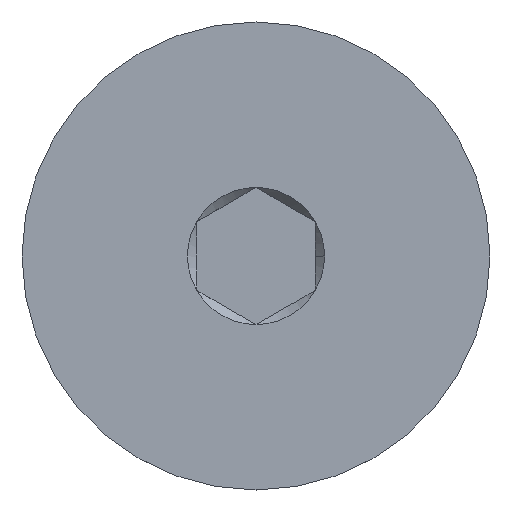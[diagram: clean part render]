
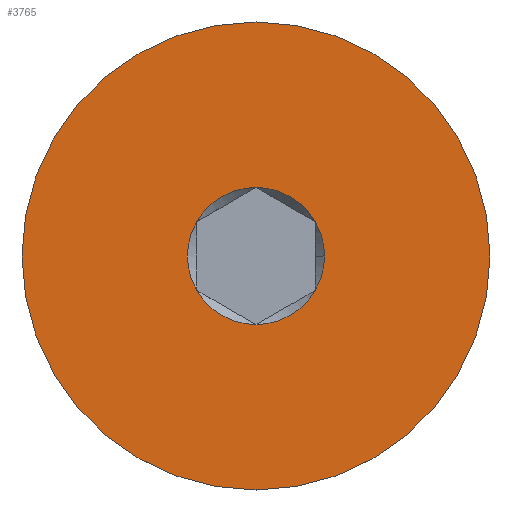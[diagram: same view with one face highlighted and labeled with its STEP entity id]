
A CAD part, top view. The second image highlights one B-rep face of the part: STEP entity #3765.
In plain terms, the highlighted planar face has unit normal (0, 0, 1).
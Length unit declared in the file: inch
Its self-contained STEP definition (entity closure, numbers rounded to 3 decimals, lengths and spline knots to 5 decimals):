
#7 = ORIENTED_EDGE ( 'NONE', *, *, #1111, .F. ) ;
#42 = CARTESIAN_POINT ( 'NONE',  ( 0., 0., 0.15625 ) ) ;
#60 = CARTESIAN_POINT ( 'NONE',  ( 0.025, 0.01443, 0.15625 ) ) ;
#75 = EDGE_CURVE ( 'NONE', #3174, #507, #2697, .T. ) ;
#78 = CIRCLE ( 'NONE', #1190, 0.02887 ) ;
#111 = EDGE_CURVE ( 'NONE', #3735, #3720, #1454, .T. ) ;
#120 = CARTESIAN_POINT ( 'NONE',  ( -0.025, 0.01443, 0.15625 ) ) ;
#202 = DIRECTION ( 'NONE',  ( 0., 0., -1. ) ) ;
#217 = CARTESIAN_POINT ( 'NONE',  ( 0., -0.02887, 0.15625 ) ) ;
#313 = AXIS2_PLACEMENT_3D ( 'NONE', #2634, #2933, #3221 ) ;
#340 = DIRECTION ( 'NONE',  ( 0., 1., 0. ) ) ;
#354 = DIRECTION ( 'NONE',  ( 0., 0., 1. ) ) ;
#362 = CARTESIAN_POINT ( 'NONE',  ( 0., 0., 0.15625 ) ) ;
#366 = FACE_OUTER_BOUND ( 'NONE', #2595, .T. ) ;
#367 = CARTESIAN_POINT ( 'NONE',  ( 0., 0., 0.15625 ) ) ;
#415 = ORIENTED_EDGE ( 'NONE', *, *, #478, .F. ) ;
#444 = CARTESIAN_POINT ( 'NONE',  ( 0., 0., 0.15625 ) ) ;
#478 = EDGE_CURVE ( 'NONE', #877, #3174, #2578, .T. ) ;
#507 = VERTEX_POINT ( 'NONE', #2562 ) ;
#541 = EDGE_CURVE ( 'NONE', #969, #3735, #1639, .T. ) ;
#583 = EDGE_CURVE ( 'NONE', #3344, #684, #2356, .T. ) ;
#650 = DIRECTION ( 'NONE',  ( 0., 0., 1. ) ) ;
#684 = VERTEX_POINT ( 'NONE', #1833 ) ;
#838 = VERTEX_POINT ( 'NONE', #60 ) ;
#842 = DIRECTION ( 'NONE',  ( 0., 0., 1. ) ) ;
#850 = DIRECTION ( 'NONE',  ( 1., 0., 0. ) ) ;
#877 = VERTEX_POINT ( 'NONE', #3387 ) ;
#903 = PLANE ( 'NONE',  #1496 ) ;
#927 = DIRECTION ( 'NONE',  ( 0., -1., 0. ) ) ;
#966 = EDGE_LOOP ( 'NONE', ( #7, #1160, #2362, #2316, #2149, #3478, #415 ) ) ;
#969 = VERTEX_POINT ( 'NONE', #217 ) ;
#1034 = AXIS2_PLACEMENT_3D ( 'NONE', #3599, #1877, #2970 ) ;
#1111 = EDGE_CURVE ( 'NONE', #838, #877, #2921, .T. ) ;
#1148 = FACE_BOUND ( 'NONE', #966, .T. ) ;
#1160 = ORIENTED_EDGE ( 'NONE', *, *, #2313, .F. ) ;
#1181 = CARTESIAN_POINT ( 'NONE',  ( 0.025, -0.01443, 0.15625 ) ) ;
#1190 = AXIS2_PLACEMENT_3D ( 'NONE', #3142, #1712, #850 ) ;
#1212 = AXIS2_PLACEMENT_3D ( 'NONE', #444, #202, #3342 ) ;
#1274 = CARTESIAN_POINT ( 'NONE',  ( 0., -0.0985, 0.15625 ) ) ;
#1454 = CIRCLE ( 'NONE', #313, 0.02887 ) ;
#1455 = DIRECTION ( 'NONE',  ( 0., 0., -1. ) ) ;
#1496 = AXIS2_PLACEMENT_3D ( 'NONE', #367, #354, #927 ) ;
#1522 = CIRCLE ( 'NONE', #3138, 0.02887 ) ;
#1627 = AXIS2_PLACEMENT_3D ( 'NONE', #2137, #650, #2305 ) ;
#1639 = CIRCLE ( 'NONE', #2394, 0.02887 ) ;
#1712 = DIRECTION ( 'NONE',  ( 0., 0., 1. ) ) ;
#1729 = DIRECTION ( 'NONE',  ( 1., 0., 0. ) ) ;
#1754 = AXIS2_PLACEMENT_3D ( 'NONE', #362, #2450, #3524 ) ;
#1833 = CARTESIAN_POINT ( 'NONE',  ( 0., 0.0985, 0.15625 ) ) ;
#1841 = DIRECTION ( 'NONE',  ( 0., 0., 1. ) ) ;
#1877 = DIRECTION ( 'NONE',  ( 0., 0., 1. ) ) ;
#2054 = ORIENTED_EDGE ( 'NONE', *, *, #583, .F. ) ;
#2131 = DIRECTION ( 'NONE',  ( 1., 0., 0. ) ) ;
#2137 = CARTESIAN_POINT ( 'NONE',  ( 0., 0., 0.15625 ) ) ;
#2149 = ORIENTED_EDGE ( 'NONE', *, *, #3641, .F. ) ;
#2197 = CIRCLE ( 'NONE', #1212, 0.0985 ) ;
#2282 = CARTESIAN_POINT ( 'NONE',  ( 0., 0., 0.15625 ) ) ;
#2305 = DIRECTION ( 'NONE',  ( 1., 0., 0. ) ) ;
#2313 = EDGE_CURVE ( 'NONE', #3720, #838, #1522, .T. ) ;
#2316 = ORIENTED_EDGE ( 'NONE', *, *, #541, .F. ) ;
#2356 = CIRCLE ( 'NONE', #2584, 0.0985 ) ;
#2362 = ORIENTED_EDGE ( 'NONE', *, *, #111, .F. ) ;
#2394 = AXIS2_PLACEMENT_3D ( 'NONE', #2282, #842, #1729 ) ;
#2445 = EDGE_CURVE ( 'NONE', #684, #3344, #2197, .T. ) ;
#2450 = DIRECTION ( 'NONE',  ( 0., 0., 1. ) ) ;
#2562 = CARTESIAN_POINT ( 'NONE',  ( -0.025, -0.01443, 0.15625 ) ) ;
#2578 = CIRCLE ( 'NONE', #1627, 0.02887 ) ;
#2584 = AXIS2_PLACEMENT_3D ( 'NONE', #3505, #1455, #340 ) ;
#2595 = EDGE_LOOP ( 'NONE', ( #3710, #2054 ) ) ;
#2634 = CARTESIAN_POINT ( 'NONE',  ( 0., 0., 0.15625 ) ) ;
#2697 = CIRCLE ( 'NONE', #1754, 0.02887 ) ;
#2814 = CARTESIAN_POINT ( 'NONE',  ( 0.02887, 0., 0.15625 ) ) ;
#2921 = CIRCLE ( 'NONE', #1034, 0.02887 ) ;
#2933 = DIRECTION ( 'NONE',  ( 0., 0., 1. ) ) ;
#2970 = DIRECTION ( 'NONE',  ( 1., 0., 0. ) ) ;
#3138 = AXIS2_PLACEMENT_3D ( 'NONE', #42, #1841, #2131 ) ;
#3142 = CARTESIAN_POINT ( 'NONE',  ( 0., 0., 0.15625 ) ) ;
#3174 = VERTEX_POINT ( 'NONE', #120 ) ;
#3221 = DIRECTION ( 'NONE',  ( 1., 0., 0. ) ) ;
#3342 = DIRECTION ( 'NONE',  ( 0., 1., 0. ) ) ;
#3344 = VERTEX_POINT ( 'NONE', #1274 ) ;
#3387 = CARTESIAN_POINT ( 'NONE',  ( 0., 0.02887, 0.15625 ) ) ;
#3478 = ORIENTED_EDGE ( 'NONE', *, *, #75, .F. ) ;
#3505 = CARTESIAN_POINT ( 'NONE',  ( 0., 0., 0.15625 ) ) ;
#3524 = DIRECTION ( 'NONE',  ( 1., 0., 0. ) ) ;
#3599 = CARTESIAN_POINT ( 'NONE',  ( 0., 0., 0.15625 ) ) ;
#3641 = EDGE_CURVE ( 'NONE', #507, #969, #78, .T. ) ;
#3710 = ORIENTED_EDGE ( 'NONE', *, *, #2445, .F. ) ;
#3720 = VERTEX_POINT ( 'NONE', #2814 ) ;
#3735 = VERTEX_POINT ( 'NONE', #1181 ) ;
#3765 = ADVANCED_FACE ( 'NONE', ( #1148, #366 ), #903, .T. ) ;
